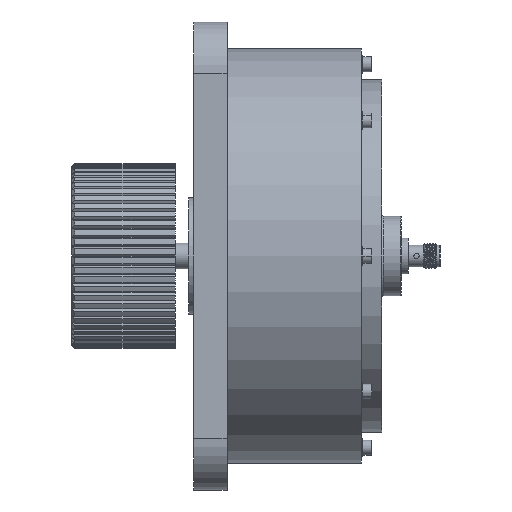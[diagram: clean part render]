
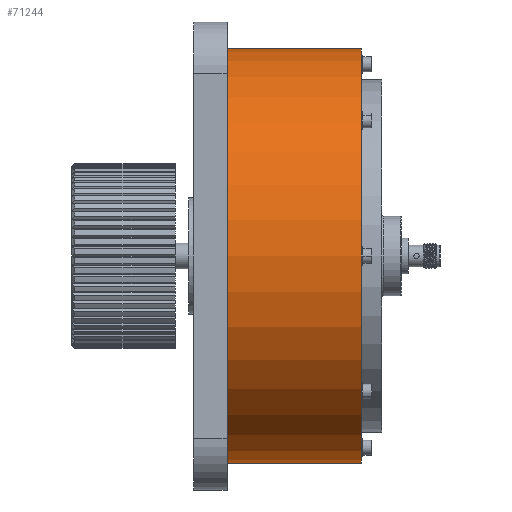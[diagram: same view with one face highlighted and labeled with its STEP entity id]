
A CAD part, front view. The second image highlights one B-rep face of the part: STEP entity #71244.
In plain terms, the highlighted cylindrical face has radius 50.8 mm (diameter 101.6 mm), a partial arc.
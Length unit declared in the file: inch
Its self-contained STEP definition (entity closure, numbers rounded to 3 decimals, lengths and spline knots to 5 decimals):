
#5808 = EDGE_CURVE ( 'NONE', #7224, #59698, #19766, .T. ) ;
#7224 = VERTEX_POINT ( 'NONE', #98867 ) ;
#9288 = LINE ( 'NONE', #98506, #15654 ) ;
#13749 = ORIENTED_EDGE ( 'NONE', *, *, #5808, .T. ) ;
#15654 = VECTOR ( 'NONE', #82389, 39.37008 ) ;
#17019 = CARTESIAN_POINT ( 'NONE',  ( 0., 0., 0. ) ) ;
#19766 = CIRCLE ( 'NONE', #51537, 2. ) ;
#22758 = CIRCLE ( 'NONE', #41097, 2. ) ;
#24219 = VECTOR ( 'NONE', #70276, 39.37008 ) ;
#25892 = ORIENTED_EDGE ( 'NONE', *, *, #51965, .F. ) ;
#32009 = CARTESIAN_POINT ( 'NONE',  ( 1.79465, 0., 2. ) ) ;
#41097 = AXIS2_PLACEMENT_3D ( 'NONE', #89014, #64739, #53935 ) ;
#46577 = EDGE_LOOP ( 'NONE', ( #93743, #13749, #64274, #25892 ) ) ;
#48533 = LINE ( 'NONE', #54441, #24219 ) ;
#49758 = CYLINDRICAL_SURFACE ( 'NONE', #62310, 2. ) ;
#51537 = AXIS2_PLACEMENT_3D ( 'NONE', #53230, #69746, #78650 ) ;
#51626 = EDGE_CURVE ( 'NONE', #59698, #93789, #48533, .T. ) ;
#51965 = EDGE_CURVE ( 'NONE', #80245, #93789, #22758, .T. ) ;
#53230 = CARTESIAN_POINT ( 'NONE',  ( 1.79465, 0., 0. ) ) ;
#53935 = DIRECTION ( 'NONE',  ( 0., 0., 1. ) ) ;
#54441 = CARTESIAN_POINT ( 'NONE',  ( 0., 0., 2. ) ) ;
#59148 = DIRECTION ( 'NONE',  ( 0., 0., 1. ) ) ;
#59698 = VERTEX_POINT ( 'NONE', #32009 ) ;
#62310 = AXIS2_PLACEMENT_3D ( 'NONE', #17019, #66049, #59148 ) ;
#64274 = ORIENTED_EDGE ( 'NONE', *, *, #51626, .T. ) ;
#64739 = DIRECTION ( 'NONE',  ( -1., 0., 0. ) ) ;
#65493 = EDGE_CURVE ( 'NONE', #7224, #80245, #9288, .T. ) ;
#66049 = DIRECTION ( 'NONE',  ( -1., 0., 0. ) ) ;
#69746 = DIRECTION ( 'NONE',  ( -1., 0., 0. ) ) ;
#70276 = DIRECTION ( 'NONE',  ( -1., 0., 0. ) ) ;
#71244 = ADVANCED_FACE ( 'NONE', ( #71548 ), #49758, .T. ) ;
#71548 = FACE_OUTER_BOUND ( 'NONE', #46577, .T. ) ;
#78650 = DIRECTION ( 'NONE',  ( 0., 0., 1. ) ) ;
#80245 = VERTEX_POINT ( 'NONE', #80314 ) ;
#80314 = CARTESIAN_POINT ( 'NONE',  ( 0.50021, 0., -2. ) ) ;
#82389 = DIRECTION ( 'NONE',  ( -1., 0., 0. ) ) ;
#89014 = CARTESIAN_POINT ( 'NONE',  ( 0.50021, 0., 0. ) ) ;
#93743 = ORIENTED_EDGE ( 'NONE', *, *, #65493, .F. ) ;
#93789 = VERTEX_POINT ( 'NONE', #94221 ) ;
#94221 = CARTESIAN_POINT ( 'NONE',  ( 0.50021, 0., 2. ) ) ;
#98506 = CARTESIAN_POINT ( 'NONE',  ( 0., 0., -2. ) ) ;
#98867 = CARTESIAN_POINT ( 'NONE',  ( 1.79465, 0., -2. ) ) ;
